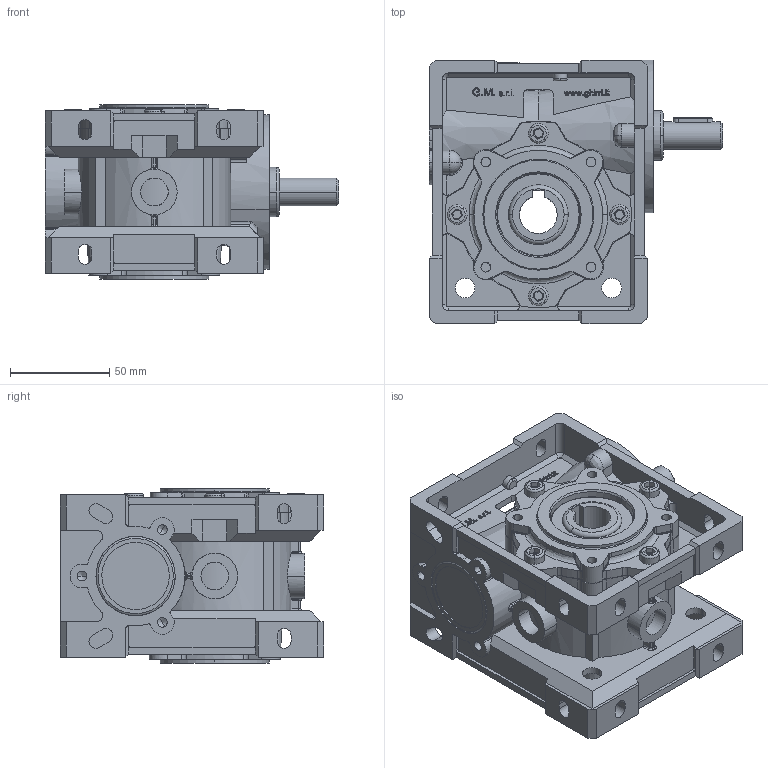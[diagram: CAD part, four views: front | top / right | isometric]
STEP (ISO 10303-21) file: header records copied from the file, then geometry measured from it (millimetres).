
FILE_DESCRIPTION((''),'2;1');
FILE_NAME('V40.stp','2005-06-17T16:20:06',('tech2'),(''),'Autodesk Inventor 9','Autodesk Inventor 9','');
FILE_SCHEMA(('AUTOMOTIVE_DESIGN { 1 0 10303 214 1 1 1 1 }'));
Length unit declared in the file: millimetre
Products named in the file (12): V40; 4004001-A0; 4004004-A0; TCCE-6X16-ribassata; 4004008-A0; UNI-ISO 6194-1 (4) Tipo4 30 x  42 x  7; Capp-40-7; Guarnizione-tappo-3-8-gas; Tappo-3-8-gas-nero; VITE_MV40; UNI-ISO 6194-1 (4) Tipo4 25 x  47 x  7; UNI 6604  A A 5 x  5 x  20
Assembly tree (15 placements, depth 2):
  V40
    4004001-A0
    4004004-A0
    TCCE-6X16-ribassata  x4
    4004008-A0
    UNI-ISO 6194-1 (4) Tipo4 30 x  42 x  7  x2
    Capp-40-7
    Guarnizione-tappo-3-8-gas
    Tappo-3-8-gas-nero
    VITE_MV40
    UNI-ISO 6194-1 (4) Tipo4 25 x  47 x  7
    UNI 6604  A A 5 x  5 x  20
Bounding box: 148 x 133 x 88 mm (x, y, z)
Volume: 661735.3 mm3; surface area: 181900.3 mm2
Topology: 15 solids, 15 shells, 1834 faces, 4848 edges, 3107 vertices
Faces by surface type: plane 739, cylinder 466, bspline 441, cone 124, torus 54, sphere 10
Entity records: 62176 total; most frequent: CARTESIAN_POINT 20697, ORIENTED_EDGE 9072, DIRECTION 7869, EDGE_CURVE 4536, VERTEX_POINT 2947, AXIS2_PLACEMENT_3D 2635, VECTOR 2599, LINE 2599
